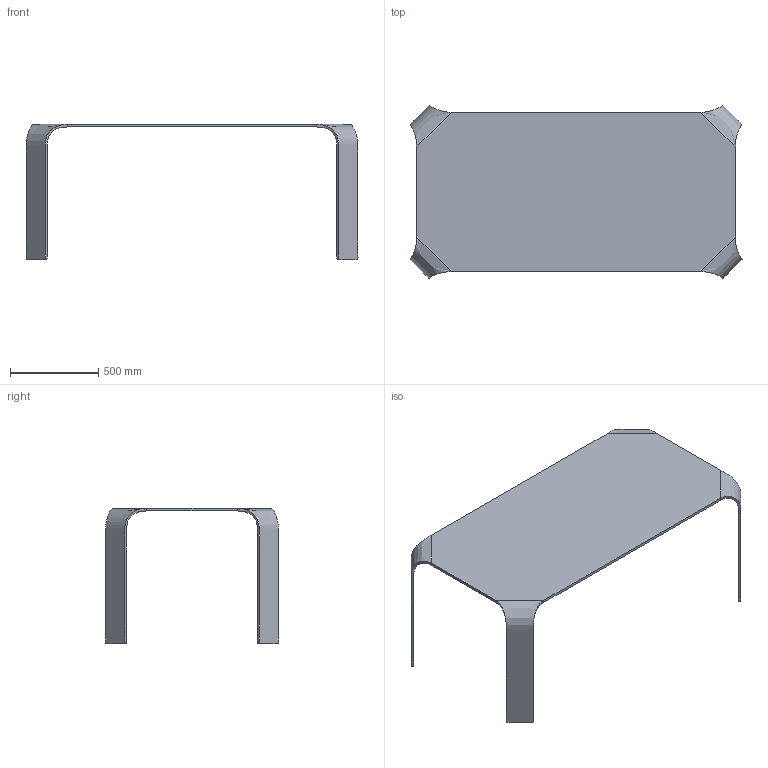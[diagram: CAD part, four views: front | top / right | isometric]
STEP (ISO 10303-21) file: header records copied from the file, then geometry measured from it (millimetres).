
FILE_DESCRIPTION(/* description */ (''),/* implementation_level */ '2;1');
FILE_NAME(/* name */ '01 - Ragno 188x98',/* time_stamp */ '2010-11-03T10:00:09+01:00',/* author */ (''),/* organization */ (''),/* preprocessor_version */ 'ST-DEVELOPER v10',/* originating_system */ '',/* authorisation */ '');
FILE_SCHEMA (('CONFIG_CONTROL_DESIGN'));
Length unit declared in the file: centimetre
Products named in the file (1): 1
Bounding box: 1878.62 x 978.61 x 765.87 mm (x, y, z)
Volume: 29841177.8 mm3; surface area: 4261147.4 mm2
Topology: 1 solids, 1 shells, 22 faces, 44 edges, 24 vertices
Faces by surface type: bspline 16, plane 6
Entity records: 3668 total; most frequent: CARTESIAN_POINT 3276, ORIENTED_EDGE 88, EDGE_CURVE 44, B_SPLINE_CURVE_WITH_KNOTS 44, VERTEX_POINT 24, ADVANCED_FACE 22, FACE_OUTER_BOUND 22, EDGE_LOOP 22
